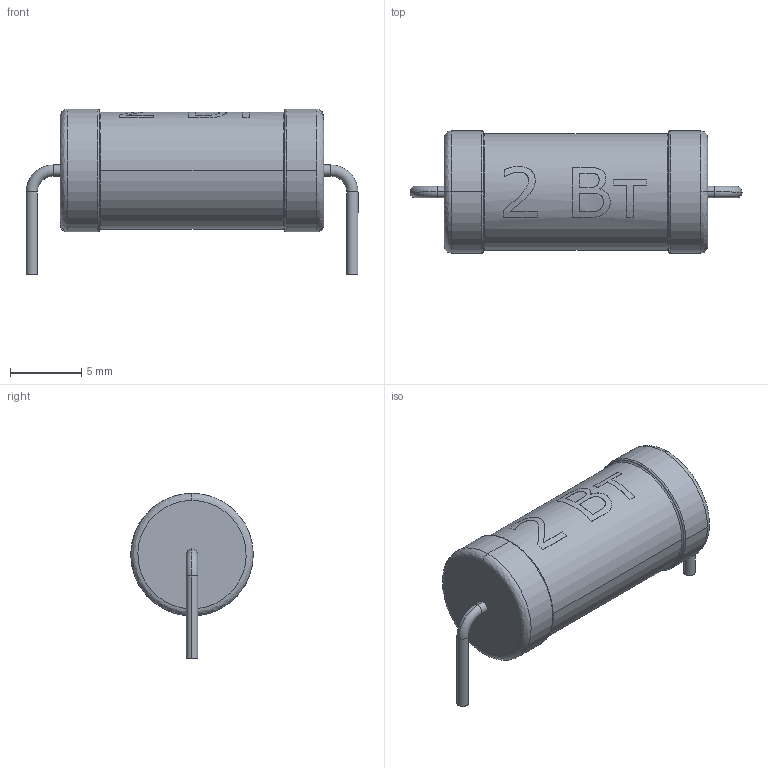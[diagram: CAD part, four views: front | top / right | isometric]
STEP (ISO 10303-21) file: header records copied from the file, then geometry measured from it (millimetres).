
FILE_DESCRIPTION (( 'STEP AP214' ), '1' );
FILE_NAME ('User Library-RES2.0L22.5.STEP', '2020-11-26T05:46:11', ( '' ), ( '' ), 'SwSTEP 2.0', 'SolidWorks 2020', '' );
FILE_SCHEMA (( 'AUTOMOTIVE_DESIGN' ));
Length unit declared in the file: millimetre
Products named in the file (4): _X2_0414043504420430043B044C_X0_77; _X2_0414043504420430043B044C_X0_79; User Library-RES2.0L22.5; _X2_0414043504420430043B044C_X0_11
Assembly tree (3 placements, depth 2):
  User Library-RES2.0L22.5
    _X2_0414043504420430043B044C_X0_77
    _X2_0414043504420430043B044C_X0_79
    _X2_0414043504420430043B044C_X0_11
Bounding box: 23.3 x 8.6 x 11.6 mm (x, y, z)
Volume: 1012.8 mm3; surface area: 643.7 mm2
Topology: 3 solids, 3 shells, 88 faces, 215 edges, 138 vertices
Faces by surface type: bspline 31, plane 30, cylinder 19, torus 8
Entity records: 4114 total; most frequent: CARTESIAN_POINT 1057, ORIENTED_EDGE 430, DIRECTION 368, EDGE_CURVE 215, AXIS2_PLACEMENT_3D 141, VERTEX_POINT 138, UNCERTAINTY_MEASURE_WITH_UNIT 98, SURFACE_STYLE_USAGE 94
